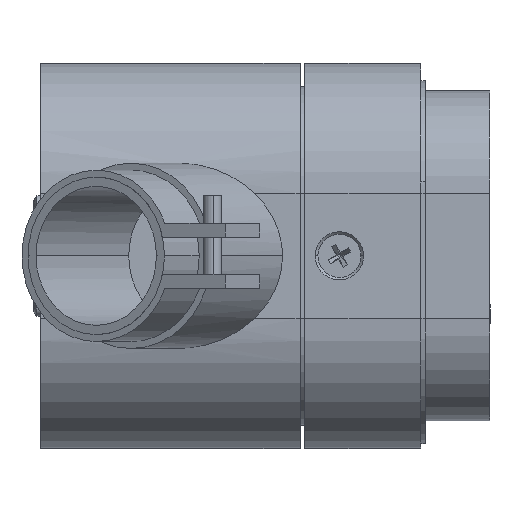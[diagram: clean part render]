
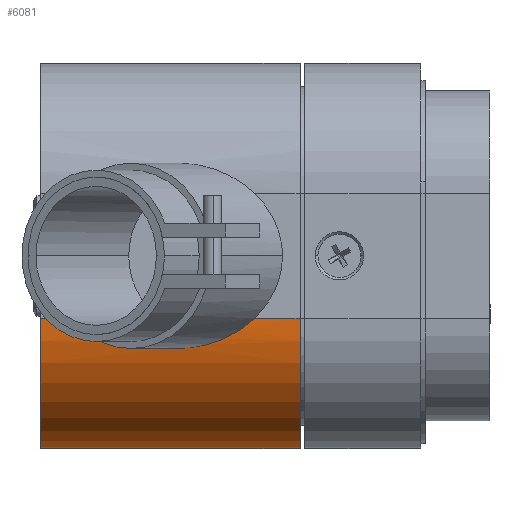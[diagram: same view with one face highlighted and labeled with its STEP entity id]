
A CAD part, front view. The second image highlights one B-rep face of the part: STEP entity #6081.
In plain terms, the highlighted cylindrical face has radius 28.1 mm (diameter 56.2 mm), a partial arc.
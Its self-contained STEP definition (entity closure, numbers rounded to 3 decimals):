
#646 = CARTESIAN_POINT ( 'NONE',  ( -115.257, 352.5, -205.575 ) ) ;
#1080 = CARTESIAN_POINT ( 'NONE',  ( -91.514, 353.123, -211.461 ) ) ;
#1541 = CARTESIAN_POINT ( 'NONE',  ( -102.007, 352.518, -206.607 ) ) ;
#1978 = EDGE_CURVE ( 'NONE', #43636, #19483, #36790, .T. ) ;
#3524 = CARTESIAN_POINT ( 'NONE',  ( -71.499, 352.568, -207.585 ) ) ;
#3751 = CARTESIAN_POINT ( 'NONE',  ( -84.546, 353.259, -212.062 ) ) ;
#4480 = CARTESIAN_POINT ( 'NONE',  ( -96.71, 352.818, -209.826 ) ) ;
#5207 = CARTESIAN_POINT ( 'NONE',  ( -102.607, 352.504, -206.103 ) ) ;
#6081 = ADVANCED_FACE ( 'NONE', ( #25685 ), #37483, .T. ) ;
#7440 = CARTESIAN_POINT ( 'NONE',  ( -82.221, 353.21, -211.855 ) ) ;
#8398 = CARTESIAN_POINT ( 'NONE',  ( -98.107, 352.72, -209.17 ) ) ;
#8499 = CARTESIAN_POINT ( 'NONE',  ( -115.257, 380.6, -233.675 ) ) ;
#8900 = CARTESIAN_POINT ( 'NONE',  ( -93.781, 353.003, -210.872 ) ) ;
#9038 = DIRECTION ( 'NONE',  ( 1., 0., 0. ) ) ;
#10338 = ORIENTED_EDGE ( 'NONE', *, *, #35221, .T. ) ;
#10422 = CARTESIAN_POINT ( 'NONE',  ( -80.692, 353.153, -211.599 ) ) ;
#10721 = DIRECTION ( 'NONE',  ( 0., 0., -1. ) ) ;
#10729 = CARTESIAN_POINT ( 'NONE',  ( -69.104, 352.5, -205.575 ) ) ;
#11159 = CARTESIAN_POINT ( 'NONE',  ( -78.806, 353.055, -211.133 ) ) ;
#11588 = EDGE_CURVE ( 'NONE', #29760, #15891, #34757, .T. ) ;
#12334 = CARTESIAN_POINT ( 'NONE',  ( -103.183, 352.5, -205.575 ) ) ;
#13410 = VECTOR ( 'NONE', #9038, 1000. ) ;
#13876 = DIRECTION ( 'NONE',  ( -1., 0., 0. ) ) ;
#14428 = B_SPLINE_CURVE_WITH_KNOTS ( 'NONE', 3,
 ( #47979, #19008, #37185, #3524, #21684, #18511, #30045, #33463, #26351, #44793, #11159, #15303, #10422, #7440, #37415, #3751, #35175, #16261, #22920, #1080, #20175, #8900, #19236, #4480, #8398, #19457, #34709, #23873, #1541, #5207, #15536, #12334 ),
 .UNSPECIFIED., .F., .F.,
 ( 4, 2, 2, 2, 2, 2, 2, 2, 2, 2, 2, 2, 2, 2, 2, 4 ),
 ( 0.075, 0.078, 0.08, 0.085, 0.086, 0.087, 0.089, 0.091, 0.094, 0.098, 0.101, 0.103, 0.108, 0.11, 0.111, 0.112 ),
 .UNSPECIFIED. ) ;
#14899 = CARTESIAN_POINT ( 'NONE',  ( -246.984, 380.6, -205.575 ) ) ;
#15303 = CARTESIAN_POINT ( 'NONE',  ( -79.933, 353.117, -211.435 ) ) ;
#15536 = CARTESIAN_POINT ( 'NONE',  ( -102.899, 352.5, -205.844 ) ) ;
#15891 = VERTEX_POINT ( 'NONE', #646 ) ;
#16261 = CARTESIAN_POINT ( 'NONE',  ( -87.679, 353.256, -212.048 ) ) ;
#16953 = VERTEX_POINT ( 'NONE', #10729 ) ;
#17901 = VECTOR ( 'NONE', #20790, 1000. ) ;
#18029 = AXIS2_PLACEMENT_3D ( 'NONE', #14899, #19304, #10721 ) ;
#18292 = AXIS2_PLACEMENT_3D ( 'NONE', #41039, #32668, #26046 ) ;
#18511 = CARTESIAN_POINT ( 'NONE',  ( -74.105, 352.732, -209.274 ) ) ;
#19008 = CARTESIAN_POINT ( 'NONE',  ( -69.668, 352.5, -206.109 ) ) ;
#19236 = CARTESIAN_POINT ( 'NONE',  ( -94.526, 352.957, -210.632 ) ) ;
#19304 = DIRECTION ( 'NONE',  ( 1., 0., 0. ) ) ;
#19457 = CARTESIAN_POINT ( 'NONE',  ( -100.104, 352.601, -207.984 ) ) ;
#19483 = VERTEX_POINT ( 'NONE', #45870 ) ;
#20175 = CARTESIAN_POINT ( 'NONE',  ( -92.272, 353.086, -211.287 ) ) ;
#20790 = DIRECTION ( 'NONE',  ( 1., 0., 0. ) ) ;
#21589 = CARTESIAN_POINT ( 'NONE',  ( -246.984, 380.6, -233.675 ) ) ;
#21684 = CARTESIAN_POINT ( 'NONE',  ( -72.137, 352.605, -208.033 ) ) ;
#22920 = CARTESIAN_POINT ( 'NONE',  ( -89.224, 353.217, -211.889 ) ) ;
#23873 = CARTESIAN_POINT ( 'NONE',  ( -101.697, 352.528, -206.851 ) ) ;
#25257 = CARTESIAN_POINT ( 'NONE',  ( -103.183, 352.5, -205.575 ) ) ;
#25513 = CARTESIAN_POINT ( 'NONE',  ( -59.257, 380.6, -233.675 ) ) ;
#25685 = FACE_OUTER_BOUND ( 'NONE', #29617, .T. ) ;
#25966 = EDGE_CURVE ( 'NONE', #16953, #19483, #39963, .T. ) ;
#26046 = DIRECTION ( 'NONE',  ( 0., 0., 1. ) ) ;
#26340 = ORIENTED_EDGE ( 'NONE', *, *, #44998, .T. ) ;
#26351 = CARTESIAN_POINT ( 'NONE',  ( -77.686, 352.987, -210.783 ) ) ;
#28349 = VERTEX_POINT ( 'NONE', #25257 ) ;
#28416 = LINE ( 'NONE', #39232, #17901 ) ;
#29434 = ORIENTED_EDGE ( 'NONE', *, *, #1978, .T. ) ;
#29617 = EDGE_LOOP ( 'NONE', ( #30187, #26340, #29434, #43461, #10338, #29946 ) ) ;
#29760 = VERTEX_POINT ( 'NONE', #8499 ) ;
#29946 = ORIENTED_EDGE ( 'NONE', *, *, #42642, .F. ) ;
#30045 = CARTESIAN_POINT ( 'NONE',  ( -75.49, 352.839, -209.964 ) ) ;
#30187 = ORIENTED_EDGE ( 'NONE', *, *, #11588, .F. ) ;
#31634 = CARTESIAN_POINT ( 'NONE',  ( -246.984, 352.5, -205.575 ) ) ;
#32668 = DIRECTION ( 'NONE',  ( -1., 0., 0. ) ) ;
#33463 = CARTESIAN_POINT ( 'NONE',  ( -77.315, 352.962, -210.654 ) ) ;
#33666 = VECTOR ( 'NONE', #40268, 1000. ) ;
#34709 = CARTESIAN_POINT ( 'NONE',  ( -100.753, 352.566, -207.554 ) ) ;
#34757 = CIRCLE ( 'NONE', #18292, 28.1 ) ;
#35175 = CARTESIAN_POINT ( 'NONE',  ( -85.333, 353.264, -212.084 ) ) ;
#35221 = EDGE_CURVE ( 'NONE', #16953, #28349, #14428, .T. ) ;
#36000 = CARTESIAN_POINT ( 'NONE',  ( -59.257, 380.6, -205.575 ) ) ;
#36790 = CIRCLE ( 'NONE', #43040, 28.1 ) ;
#37185 = CARTESIAN_POINT ( 'NONE',  ( -70.259, 352.515, -206.619 ) ) ;
#37415 = CARTESIAN_POINT ( 'NONE',  ( -82.992, 353.232, -211.947 ) ) ;
#37483 = CYLINDRICAL_SURFACE ( 'NONE', #18029, 28.1 ) ;
#39232 = CARTESIAN_POINT ( 'NONE',  ( -246.984, 352.5, -205.575 ) ) ;
#39963 = LINE ( 'NONE', #31634, #13410 ) ;
#40268 = DIRECTION ( 'NONE',  ( 1., 0., 0. ) ) ;
#41039 = CARTESIAN_POINT ( 'NONE',  ( -115.257, 380.6, -205.575 ) ) ;
#42642 = EDGE_CURVE ( 'NONE', #15891, #28349, #28416, .T. ) ;
#43040 = AXIS2_PLACEMENT_3D ( 'NONE', #36000, #13876, #43840 ) ;
#43461 = ORIENTED_EDGE ( 'NONE', *, *, #25966, .F. ) ;
#43636 = VERTEX_POINT ( 'NONE', #25513 ) ;
#43840 = DIRECTION ( 'NONE',  ( 0., 0., 1. ) ) ;
#44793 = CARTESIAN_POINT ( 'NONE',  ( -78.431, 353.033, -211.023 ) ) ;
#44998 = EDGE_CURVE ( 'NONE', #29760, #43636, #48117, .T. ) ;
#45870 = CARTESIAN_POINT ( 'NONE',  ( -59.257, 352.5, -205.575 ) ) ;
#47979 = CARTESIAN_POINT ( 'NONE',  ( -69.104, 352.5, -205.575 ) ) ;
#48117 = LINE ( 'NONE', #21589, #33666 ) ;
